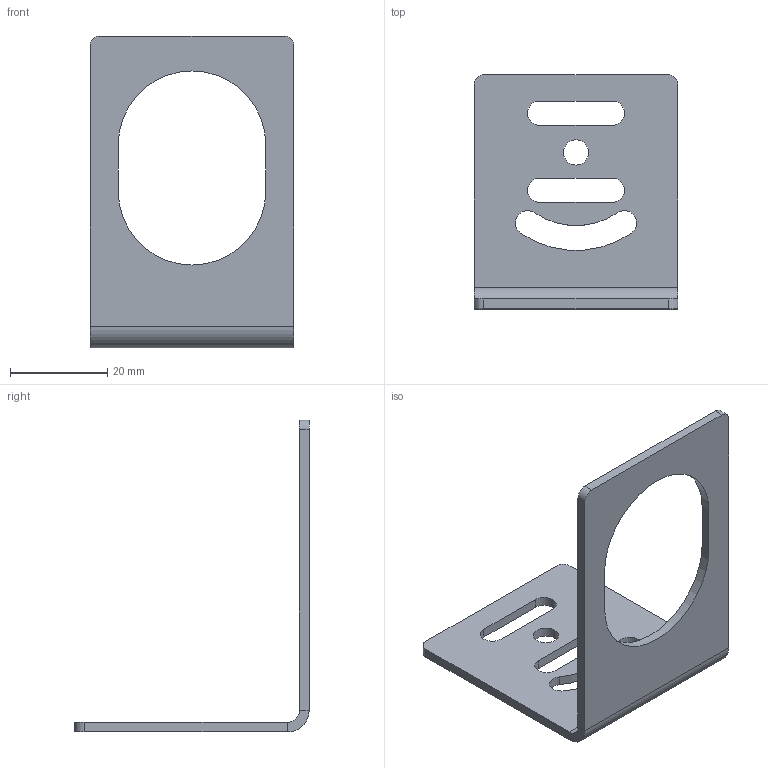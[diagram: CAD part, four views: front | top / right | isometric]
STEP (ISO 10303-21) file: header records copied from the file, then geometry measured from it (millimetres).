
FILE_DESCRIPTION(/* description */ (''),/* implementation_level */ '2;1');
FILE_NAME(/* name */ 'BM30-LM.stp',/* time_stamp */ '2024-12-24T15:27:48+07:00',/* author */ ('L0STik'),/* organization */ (''),/* preprocessor_version */ 'ST-DEVELOPER v18.1',/* originating_system */ 'Autodesk Inventor 2021',/* authorisation */ '');
FILE_SCHEMA (('AUTOMOTIVE_DESIGN { 1 0 10303 214 3 1 1 }'));
Length unit declared in the file: millimetre
Products named in the file (1): BM30-LM
Bounding box: 42 x 48.3 x 64.3 mm (x, y, z)
Volume: 6444.4 mm3; surface area: 7603.5 mm2
Topology: 1 solids, 1 shells, 35 faces, 91 edges, 58 vertices
Faces by surface type: plane 18, cylinder 17
Full cylindrical faces by diameter (mm): 5.2 x1
Entity records: 1136 total; most frequent: DIRECTION 197, CARTESIAN_POINT 185, ORIENTED_EDGE 182, EDGE_CURVE 91, AXIS2_PLACEMENT_3D 70, VERTEX_POINT 58, LINE 57, VECTOR 57
